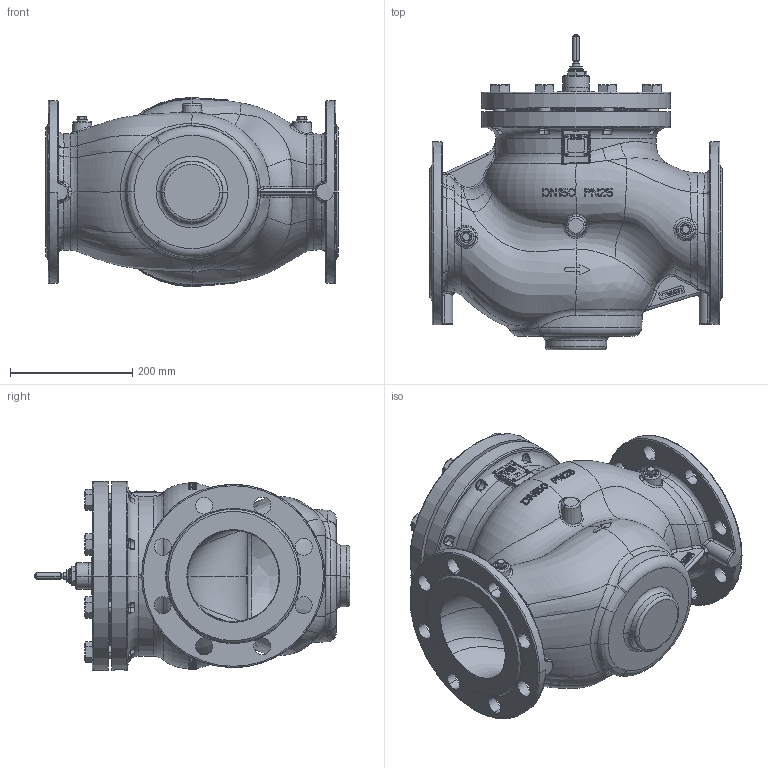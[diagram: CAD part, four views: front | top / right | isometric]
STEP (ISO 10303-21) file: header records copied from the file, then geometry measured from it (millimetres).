
FILE_DESCRIPTION((''),'2;1');
FILE_NAME('065B5511_VFG22_DN150_PN25_ASM','2024-03-25T16:04:19',('U384264'),('Danfoss'),'CREO PARAMETRIC BY PTC INC, 2022124','CREO PARAMETRIC BY PTC INC, 2022124','');
FILE_SCHEMA(('CONFIG_CONTROL_DESIGN'));
Products named in the file (13): 88650110_VALVE_B_VFG_DN150_PN25; 88650810_VALVE_COV_VFG_DN150_25; 88652440_CONICAL_INS_DN150_200; 54590640; 88651440_CON_INS_SUB_DN150-200_ASM; 88652220_VFG_STEM_DN150; 5184037; LABEL_PLATE_37X37; 5589607; 51817290_M5_ZATIC; 54540510; 188610240; 065B5511_VFG22_DN150_PN25_ASM
Assembly tree (24 placements, depth 3):
  065B5511_VFG22_DN150_PN25_ASM
    88650110_VALVE_B_VFG_DN150_PN25
    88650810_VALVE_COV_VFG_DN150_25
    88651440_CON_INS_SUB_DN150-200_ASM
      88652440_CONICAL_INS_DN150_200
      54590640
    88652220_VFG_STEM_DN150
    5184037  x8
    LABEL_PLATE_37X37
    5589607  x4
    51817290_M5_ZATIC
    54540510  x2
    188610240  x2
Bounding box: 480 x 517.15 x 310 mm (x, y, z)
Volume: 14201550.1 mm3; surface area: 1638223.6 mm2
Topology: 23 solids, 60 shells, 2852 faces, 7573 edges, 4895 vertices
Faces by surface type: plane 1769, cylinder 372, bspline 313, cone 195, torus 114, extrusion 54, revolution 26, sphere 9
Entity records: 153406 total; most frequent: CARTESIAN_POINT 90826, ORIENTED_EDGE 13984, DIRECTION 11032, EDGE_CURVE 7069, VERTEX_POINT 4599, VECTOR 3904, LINE 3850, AXIS2_PLACEMENT_3D 3551
